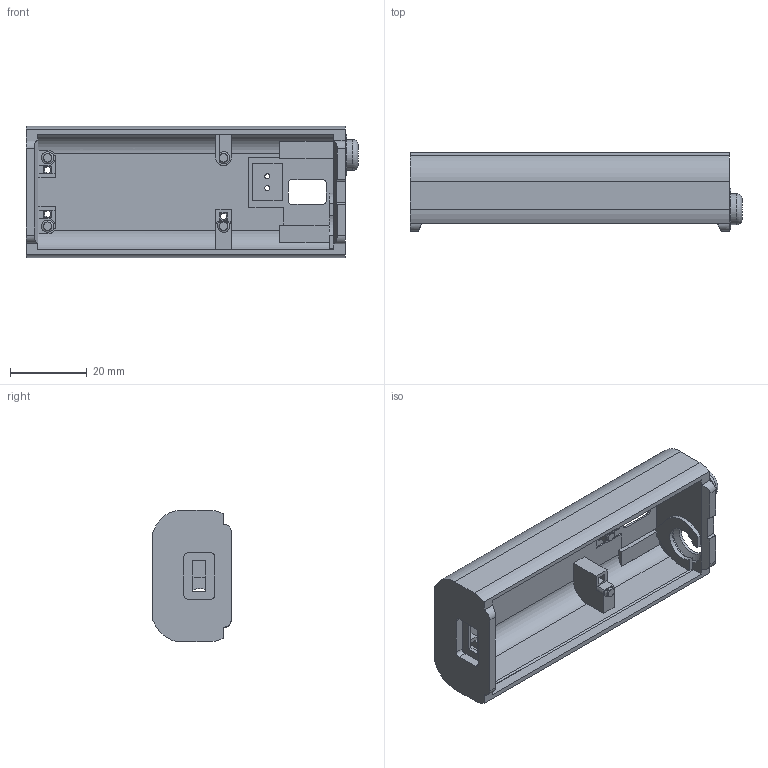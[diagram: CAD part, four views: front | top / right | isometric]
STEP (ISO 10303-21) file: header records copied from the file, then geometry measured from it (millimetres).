
FILE_DESCRIPTION(/* description */ (''),/* implementation_level */ '2;1');
FILE_NAME(/* name */ 'Main Housing (ELEVATED distance sensor mounting.step',/* time_stamp */ '2019-09-07T22:56:41+02:00',/* author */ (''),/* organization */ (''),/* preprocessor_version */ 'ST-DEVELOPER v18',/* originating_system */ 'Autodesk Translation Framework v8.6.0.1094',/* authorisation */ '');
FILE_SCHEMA (('AUTOMOTIVE_DESIGN { 1 0 10303 214 3 1 1 }'));
Length unit declared in the file: millimetre
Products named in the file (1): Main Housing ELEVATED
Bounding box: 86.3 x 20.4 x 34.2 mm (x, y, z)
Volume: 13566.4 mm3; surface area: 14164.4 mm2
Topology: 1 solids, 1 shells, 1014 faces, 2923 edges, 1936 vertices
Faces by surface type: bspline 693, plane 263, cylinder 43, cone 10, torus 5
Full cylindrical faces by diameter (mm): 2 x2, 2.2 x4, 8 x1, 9 x1, 10.6 x1, 12 x1
Entity records: 39362 total; most frequent: CARTESIAN_POINT 17609, ORIENTED_EDGE 5838, EDGE_CURVE 2919, DIRECTION 2313, VERTEX_POINT 1936, LINE 1353, VECTOR 1353, B_SPLINE_CURVE_WITH_KNOTS 1282
